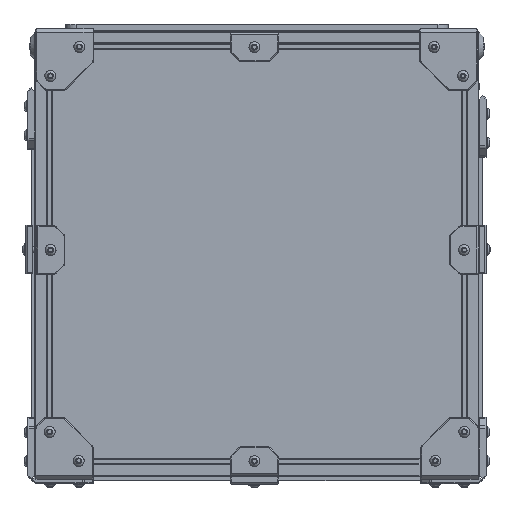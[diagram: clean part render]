
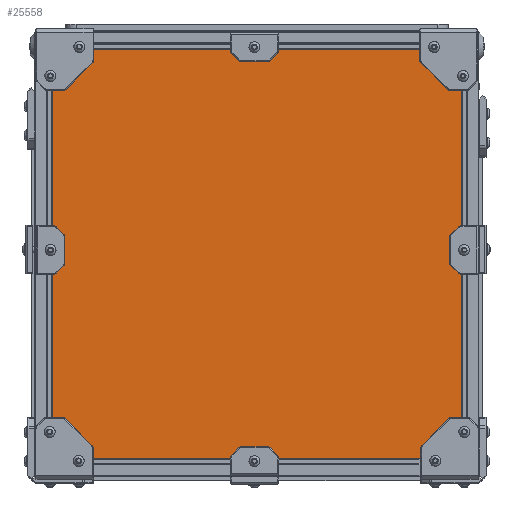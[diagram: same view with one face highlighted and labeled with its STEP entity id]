
A CAD part, top view. The second image highlights one B-rep face of the part: STEP entity #25558.
In plain terms, the highlighted planar face has unit normal (0, 0, 1).
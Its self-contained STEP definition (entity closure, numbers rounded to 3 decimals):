
#3613=FACE_OUTER_BOUND('',#5102,.T.);
#5102=EDGE_LOOP('',(#22573,#22574,#22575,#22576));
#7509=LINE('',#42948,#10031);
#7512=LINE('',#42954,#10034);
#7515=LINE('',#42960,#10037);
#7518=LINE('',#42964,#10040);
#10031=VECTOR('',#34923,10.);
#10034=VECTOR('',#34928,10.);
#10037=VECTOR('',#34933,10.);
#10040=VECTOR('',#34938,10.);
#12420=VERTEX_POINT('',#42945);
#12421=VERTEX_POINT('',#42947);
#12423=VERTEX_POINT('',#42953);
#12425=VERTEX_POINT('',#42959);
#15833=EDGE_CURVE('',#12421,#12420,#7509,.T.);
#15836=EDGE_CURVE('',#12423,#12421,#7512,.T.);
#15839=EDGE_CURVE('',#12425,#12423,#7515,.T.);
#15842=EDGE_CURVE('',#12420,#12425,#7518,.T.);
#22573=ORIENTED_EDGE('',*,*,#15842,.T.);
#22574=ORIENTED_EDGE('',*,*,#15839,.T.);
#22575=ORIENTED_EDGE('',*,*,#15836,.T.);
#22576=ORIENTED_EDGE('',*,*,#15833,.T.);
#24267=PLANE('',#28143);
#25558=ADVANCED_FACE('',(#3613),#24267,.T.);
#28143=AXIS2_PLACEMENT_3D('',#42965,#34939,#34940);
#34923=DIRECTION('',(0.,-1.,0.));
#34928=DIRECTION('',(-1.,0.,0.));
#34933=DIRECTION('',(0.,1.,0.));
#34938=DIRECTION('',(1.,0.,0.));
#34939=DIRECTION('center_axis',(0.,0.,1.));
#34940=DIRECTION('ref_axis',(1.,0.,0.));
#42945=CARTESIAN_POINT('',(8.265,149.007,80.));
#42947=CARTESIAN_POINT('',(8.265,361.007,80.));
#42948=CARTESIAN_POINT('',(8.265,149.007,80.));
#42953=CARTESIAN_POINT('',(220.265,361.007,80.));
#42954=CARTESIAN_POINT('',(8.265,361.007,80.));
#42959=CARTESIAN_POINT('',(220.265,149.007,80.));
#42960=CARTESIAN_POINT('',(220.265,361.007,80.));
#42964=CARTESIAN_POINT('',(220.265,149.007,80.));
#42965=CARTESIAN_POINT('Origin',(114.265,255.007,80.));
